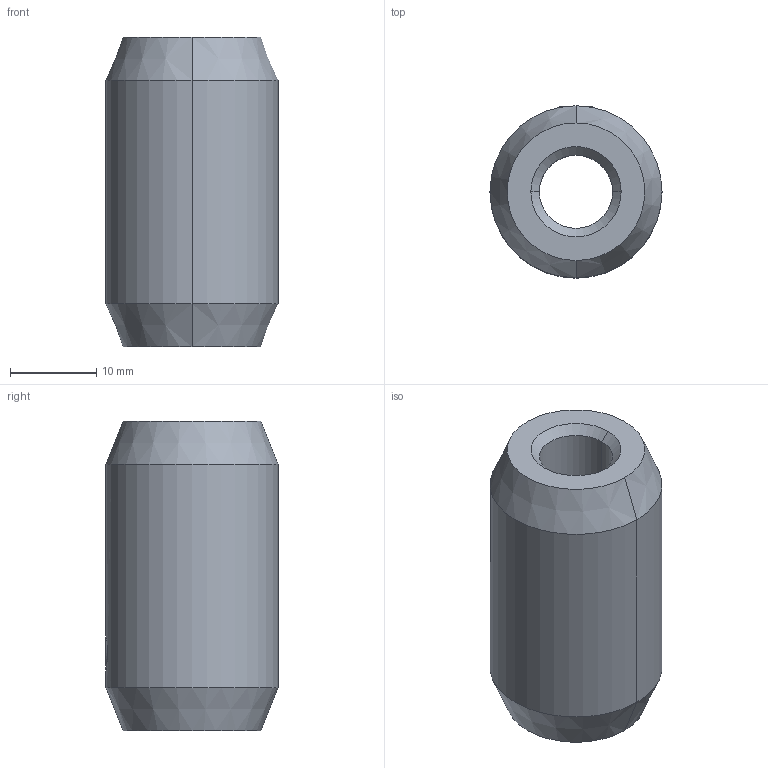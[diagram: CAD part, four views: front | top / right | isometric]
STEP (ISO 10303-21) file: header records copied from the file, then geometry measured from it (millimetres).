
FILE_DESCRIPTION (( 'STEP AP203' ), '1' );
FILE_NAME ('50489-240.step', '2020-10-01T11:08:13', ( '' ), ( '' ), 'SwSTEP 2.0', 'SolidWorks 2018', '' );
FILE_SCHEMA (( 'CONFIG_CONTROL_DESIGN' ));
Length unit declared in the file: millimetre
Products named in the file (6): DIN913_DIN 913 M5x3; DIN913; 5048X-240 Teil1; 50489-240; 5048X-240 Teil1_50489-240 Teil1
Assembly tree (3 placements, depth 2):
  5048X-240 Teil1
  50489-240
    5048X-240 Teil1_50489-240 Teil1
    DIN913_DIN 913 M5x3
  50489-240
    DIN913
Bounding box: 20 x 20 x 36 mm (x, y, z)
Volume: 6917.8 mm3; surface area: 3833.4 mm2
Topology: 2 solids, 2 shells, 275 faces, 712 edges, 467 vertices
Faces by surface type: plane 116, bspline 106, cylinder 37, cone 16
Entity records: 14429 total; most frequent: CARTESIAN_POINT 7837, ORIENTED_EDGE 1418, DIRECTION 951, EDGE_CURVE 709, VERTEX_POINT 465, VECTOR 343, LINE 343, EDGE_LOOP 306
